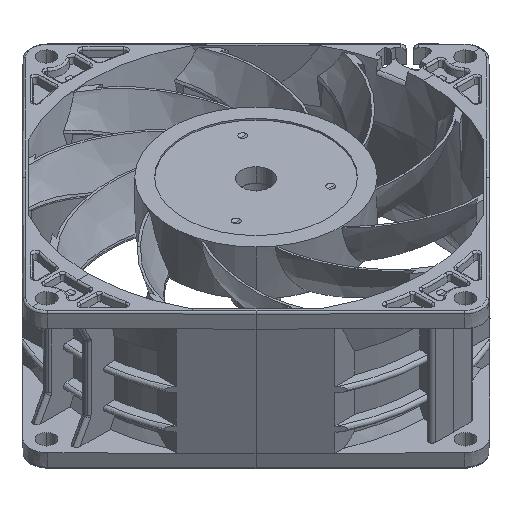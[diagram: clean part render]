
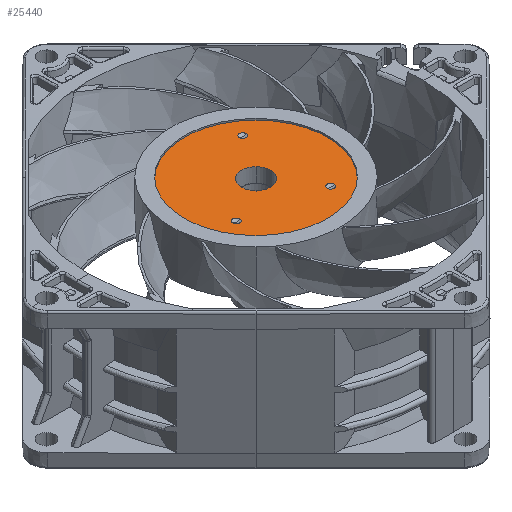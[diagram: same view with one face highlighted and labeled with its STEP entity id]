
A CAD part, isometric view. The second image highlights one B-rep face of the part: STEP entity #25440.
In plain terms, the highlighted planar face has unit normal (0, 0, 1).
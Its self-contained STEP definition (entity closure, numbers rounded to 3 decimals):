
#516 = ORIENTED_EDGE ( 'NONE', *, *, #32303, .F. ) ;
#1134 = DIRECTION ( 'NONE',  ( 1., 0., 0. ) ) ;
#1641 = VERTEX_POINT ( 'NONE', #33300 ) ;
#1860 = EDGE_CURVE ( 'NONE', #42348, #30884, #48576, .T. ) ;
#1937 = DIRECTION ( 'NONE',  ( 0., 0., 1. ) ) ;
#3042 = CARTESIAN_POINT ( 'NONE',  ( 14.149, 14.149, 4.119 ) ) ;
#4143 = DIRECTION ( 'NONE',  ( 1., 0., 0. ) ) ;
#4414 = CARTESIAN_POINT ( 'NONE',  ( 0., 0., 4.119 ) ) ;
#4920 = EDGE_LOOP ( 'NONE', ( #34863, #8485 ) ) ;
#5381 = AXIS2_PLACEMENT_3D ( 'NONE', #51457, #12896, #37310 ) ;
#5684 = VERTEX_POINT ( 'NONE', #47179 ) ;
#7462 = CARTESIAN_POINT ( 'NONE',  ( 2.892, 2.892, 4.119 ) ) ;
#8485 = ORIENTED_EDGE ( 'NONE', *, *, #25769, .F. ) ;
#8629 = CARTESIAN_POINT ( 'NONE',  ( 0., 0., 4.119 ) ) ;
#8913 = AXIS2_PLACEMENT_3D ( 'NONE', #29388, #34829, #33994 ) ;
#8926 = EDGE_CURVE ( 'NONE', #49518, #5684, #37845, .T. ) ;
#9989 = AXIS2_PLACEMENT_3D ( 'NONE', #28167, #13421, #4143 ) ;
#11626 = DIRECTION ( 'NONE',  ( 1., 0., 0. ) ) ;
#11699 = CARTESIAN_POINT ( 'NONE',  ( -13.908, -7.466, 4.119 ) ) ;
#12405 = ORIENTED_EDGE ( 'NONE', *, *, #55504, .F. ) ;
#12896 = DIRECTION ( 'NONE',  ( 0., 0., 1. ) ) ;
#13195 = VERTEX_POINT ( 'NONE', #3042 ) ;
#13421 = DIRECTION ( 'NONE',  ( 0., 0., 1. ) ) ;
#13605 = EDGE_LOOP ( 'NONE', ( #55804, #16013 ) ) ;
#14175 = EDGE_CURVE ( 'NONE', #34479, #1641, #49943, .T. ) ;
#15039 = DIRECTION ( 'NONE',  ( -0.707, -0.707, 0. ) ) ;
#16013 = ORIENTED_EDGE ( 'NONE', *, *, #35780, .F. ) ;
#16066 = DIRECTION ( 'NONE',  ( 0., 0., 1. ) ) ;
#16287 = FACE_BOUND ( 'NONE', #59219, .T. ) ;
#16760 = DIRECTION ( 'NONE',  ( 1., 0., 0. ) ) ;
#17125 = CARTESIAN_POINT ( 'NONE',  ( 0., 0., 4.119 ) ) ;
#17860 = DIRECTION ( 'NONE',  ( -0.707, -0.707, 0. ) ) ;
#18709 = DIRECTION ( 'NONE',  ( 0., 0., 1. ) ) ;
#20755 = ORIENTED_EDGE ( 'NONE', *, *, #14175, .F. ) ;
#22302 = FACE_BOUND ( 'NONE', #44270, .T. ) ;
#22449 = CIRCLE ( 'NONE', #24081, 0.975 ) ;
#24081 = AXIS2_PLACEMENT_3D ( 'NONE', #26553, #1937, #11626 ) ;
#24115 = EDGE_CURVE ( 'NONE', #13195, #44866, #59359, .T. ) ;
#24458 = DIRECTION ( 'NONE',  ( 1., 0., 0. ) ) ;
#24512 = CARTESIAN_POINT ( 'NONE',  ( -14.149, -14.149, 4.119 ) ) ;
#25011 = EDGE_CURVE ( 'NONE', #55966, #58858, #29174, .T. ) ;
#25440 = ADVANCED_FACE ( 'NONE', ( #52517, #16287, #55460, #22302, #32817 ), #48293, .T. ) ;
#25769 = EDGE_CURVE ( 'NONE', #44866, #13195, #44135, .T. ) ;
#26553 = CARTESIAN_POINT ( 'NONE',  ( -12.932, -7.466, 4.119 ) ) ;
#27713 = AXIS2_PLACEMENT_3D ( 'NONE', #35706, #36525, #16760 ) ;
#28167 = CARTESIAN_POINT ( 'NONE',  ( 8.565, -12.232, 4.119 ) ) ;
#28218 = DIRECTION ( 'NONE',  ( 0., 0., -1. ) ) ;
#29141 = CARTESIAN_POINT ( 'NONE',  ( 0., 0., 4.119 ) ) ;
#29174 = CIRCLE ( 'NONE', #38846, 4.09 ) ;
#29388 = CARTESIAN_POINT ( 'NONE',  ( -12.932, -7.466, 4.119 ) ) ;
#29588 = CARTESIAN_POINT ( 'NONE',  ( 0., 0., 4.119 ) ) ;
#29922 = AXIS2_PLACEMENT_3D ( 'NONE', #29588, #44334, #15039 ) ;
#29987 = CARTESIAN_POINT ( 'NONE',  ( 8.565, 12.232, 4.119 ) ) ;
#30884 = VERTEX_POINT ( 'NONE', #11699 ) ;
#32303 = EDGE_CURVE ( 'NONE', #1641, #34479, #51916, .T. ) ;
#32817 = FACE_BOUND ( 'NONE', #57842, .T. ) ;
#32876 = EDGE_CURVE ( 'NONE', #58858, #55966, #38279, .T. ) ;
#33300 = CARTESIAN_POINT ( 'NONE',  ( 9.54, 12.232, 4.119 ) ) ;
#33994 = DIRECTION ( 'NONE',  ( 1., 0., 0. ) ) ;
#34479 = VERTEX_POINT ( 'NONE', #44444 ) ;
#34829 = DIRECTION ( 'NONE',  ( 0., 0., 1. ) ) ;
#34863 = ORIENTED_EDGE ( 'NONE', *, *, #24115, .F. ) ;
#35706 = CARTESIAN_POINT ( 'NONE',  ( 8.565, 12.232, 4.119 ) ) ;
#35780 = EDGE_CURVE ( 'NONE', #30884, #42348, #22449, .T. ) ;
#36525 = DIRECTION ( 'NONE',  ( 0., 0., 1. ) ) ;
#37301 = ORIENTED_EDGE ( 'NONE', *, *, #8926, .F. ) ;
#37310 = DIRECTION ( 'NONE',  ( 1., 0., 0. ) ) ;
#37845 = CIRCLE ( 'NONE', #5381, 0.975 ) ;
#38279 = CIRCLE ( 'NONE', #55564, 4.09 ) ;
#38846 = AXIS2_PLACEMENT_3D ( 'NONE', #17125, #50847, #51271 ) ;
#40915 = ORIENTED_EDGE ( 'NONE', *, *, #25011, .F. ) ;
#42348 = VERTEX_POINT ( 'NONE', #50047 ) ;
#43641 = CARTESIAN_POINT ( 'NONE',  ( 9.54, -12.232, 4.119 ) ) ;
#44135 = CIRCLE ( 'NONE', #49760, 20.01 ) ;
#44270 = EDGE_LOOP ( 'NONE', ( #516, #20755 ) ) ;
#44334 = DIRECTION ( 'NONE',  ( 0., 0., -1. ) ) ;
#44444 = CARTESIAN_POINT ( 'NONE',  ( 7.59, 12.232, 4.119 ) ) ;
#44484 = AXIS2_PLACEMENT_3D ( 'NONE', #29141, #57376, #24458 ) ;
#44866 = VERTEX_POINT ( 'NONE', #24512 ) ;
#45726 = CIRCLE ( 'NONE', #9989, 0.975 ) ;
#47179 = CARTESIAN_POINT ( 'NONE',  ( 7.59, -12.232, 4.119 ) ) ;
#48293 = PLANE ( 'NONE',  #44484 ) ;
#48576 = CIRCLE ( 'NONE', #8913, 0.975 ) ;
#49518 = VERTEX_POINT ( 'NONE', #43641 ) ;
#49760 = AXIS2_PLACEMENT_3D ( 'NONE', #4414, #28218, #62102 ) ;
#49943 = CIRCLE ( 'NONE', #27713, 0.975 ) ;
#50047 = CARTESIAN_POINT ( 'NONE',  ( -11.957, -7.466, 4.119 ) ) ;
#50671 = AXIS2_PLACEMENT_3D ( 'NONE', #29987, #16066, #1134 ) ;
#50815 = ORIENTED_EDGE ( 'NONE', *, *, #32876, .F. ) ;
#50847 = DIRECTION ( 'NONE',  ( 0., 0., 1. ) ) ;
#51271 = DIRECTION ( 'NONE',  ( -0.707, -0.707, 0. ) ) ;
#51457 = CARTESIAN_POINT ( 'NONE',  ( 8.565, -12.232, 4.119 ) ) ;
#51916 = CIRCLE ( 'NONE', #50671, 0.975 ) ;
#52517 = FACE_OUTER_BOUND ( 'NONE', #4920, .T. ) ;
#55182 = CARTESIAN_POINT ( 'NONE',  ( -2.892, -2.892, 4.119 ) ) ;
#55460 = FACE_BOUND ( 'NONE', #13605, .T. ) ;
#55504 = EDGE_CURVE ( 'NONE', #5684, #49518, #45726, .T. ) ;
#55564 = AXIS2_PLACEMENT_3D ( 'NONE', #8629, #18709, #17860 ) ;
#55804 = ORIENTED_EDGE ( 'NONE', *, *, #1860, .F. ) ;
#55966 = VERTEX_POINT ( 'NONE', #7462 ) ;
#57376 = DIRECTION ( 'NONE',  ( 0., 0., 1. ) ) ;
#57842 = EDGE_LOOP ( 'NONE', ( #50815, #40915 ) ) ;
#58858 = VERTEX_POINT ( 'NONE', #55182 ) ;
#59219 = EDGE_LOOP ( 'NONE', ( #37301, #12405 ) ) ;
#59359 = CIRCLE ( 'NONE', #29922, 20.01 ) ;
#62102 = DIRECTION ( 'NONE',  ( -0.707, -0.707, 0. ) ) ;
